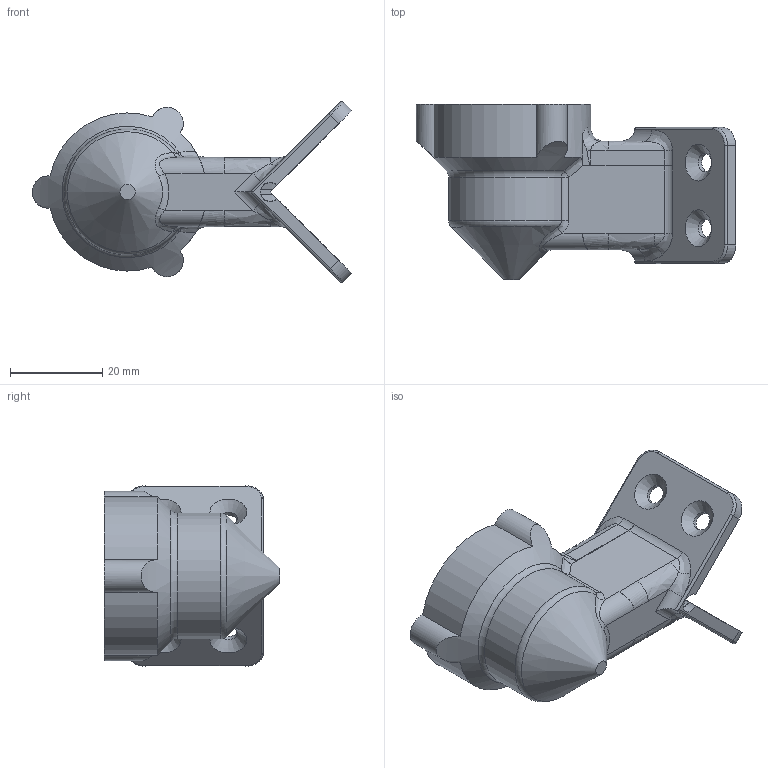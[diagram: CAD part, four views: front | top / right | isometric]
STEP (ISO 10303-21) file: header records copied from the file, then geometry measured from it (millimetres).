
FILE_DESCRIPTION(/* description */ (''),/* implementation_level */ '2;1');
FILE_NAME(/* name */ 'Daylight Sensor Housing V2.step',/* time_stamp */ '2025-09-18T14:33:40+12:00',/* author */ (''),/* organization */ (''),/* preprocessor_version */ 'ST-DEVELOPER v20.1',/* originating_system */ 'Autodesk Translation Framework v14.17.0.0',/* authorisation */ '');
FILE_SCHEMA (('AUTOMOTIVE_DESIGN { 1 0 10303 214 3 1 1 }'));
Length unit declared in the file: millimetre
Products named in the file (1): Daylight Sensor Housing
Bounding box: 69.24 x 38 x 39.18 mm (x, y, z)
Volume: 17890 mm3; surface area: 11716.8 mm2
Topology: 1 solids, 1 shells, 169 faces, 426 edges, 264 vertices
Faces by surface type: cylinder 58, plane 48, bspline 46, torus 9, cone 6, sphere 2
Full cylindrical faces by diameter (mm): 4 x4, 4.4 x3, 23.3 x1, 24.932 x1, 26.74 x1, 28.7 x1
Entity records: 6691 total; most frequent: CARTESIAN_POINT 2914, ORIENTED_EDGE 852, DIRECTION 663, EDGE_CURVE 426, VERTEX_POINT 264, AXIS2_PLACEMENT_3D 257, EDGE_LOOP 184, ADVANCED_FACE 169
